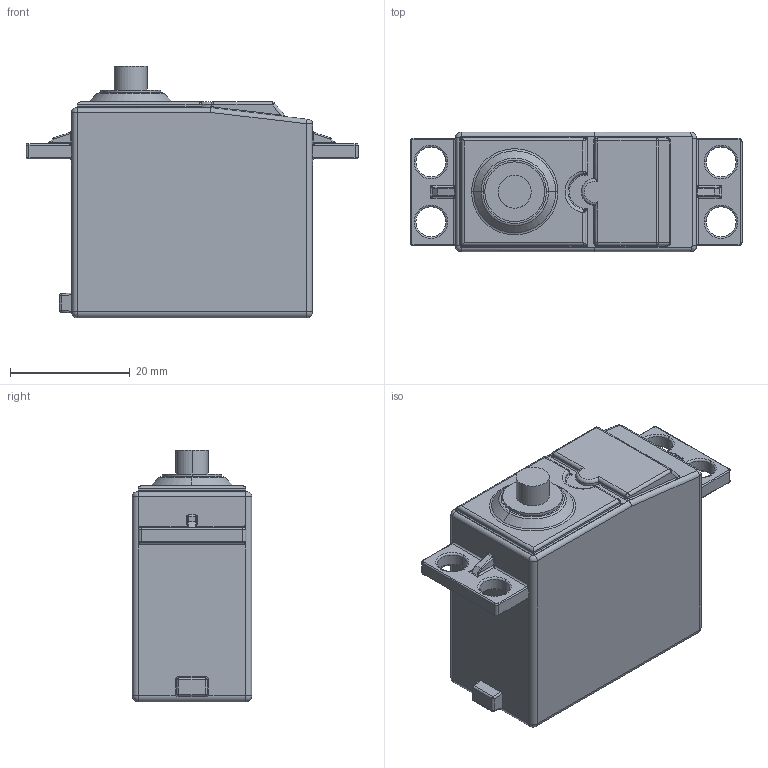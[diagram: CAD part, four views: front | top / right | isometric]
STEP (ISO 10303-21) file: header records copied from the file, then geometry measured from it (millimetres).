
FILE_DESCRIPTION (( 'STEP AP214' ), '1' );
FILE_NAME ('Mini_Servo.STEP', '2016-12-01T19:51:59', ( 'Z400' ), ( '' ), 'SwSTEP 2.0', 'SolidWorks 2016', '' );
FILE_SCHEMA (( 'AUTOMOTIVE_DESIGN' ));
Length unit declared in the file: millimetre
Products named in the file (1): Mini_Servo
Bounding box: 55.5 x 20 x 42.1 mm (x, y, z)
Volume: 29443.7 mm3; surface area: 6524.1 mm2
Topology: 2 solids, 2 shells, 259 faces, 601 edges, 320 vertices
Faces by surface type: cylinder 111, plane 49, torus 47, bspline 38, sphere 12, cone 2
Entity records: 7815 total; most frequent: CARTESIAN_POINT 2385, ORIENTED_EDGE 1146, DIRECTION 1136, EDGE_CURVE 573, AXIS2_PLACEMENT_3D 457, VERTEX_POINT 320, EDGE_LOOP 269, FACE_OUTER_BOUND 259
